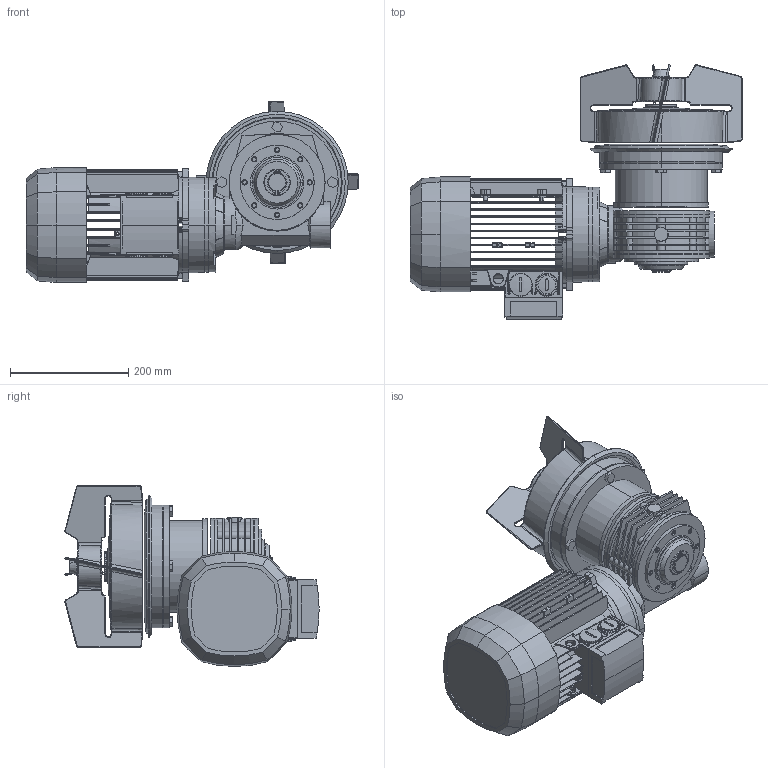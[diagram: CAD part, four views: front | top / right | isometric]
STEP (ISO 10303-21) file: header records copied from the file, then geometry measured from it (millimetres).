
FILE_DESCRIPTION (( 'STEP AP203' ), '1' );
FILE_NAME ('Complete mixer GMP20000 E0, standard (IEC).STEP', '2007-05-28T15:20:47', ( ' ' ), ( ' ' ), 'SwSTEP 2.0', 'SolidWorks 2005235', '' );
FILE_SCHEMA (( 'CONFIG_CONTROL_DESIGN' ));
Length unit declared in the file: millimetre
Products named in the file (1): Complete mixer GMP20000 E0, standard (IEC)
Bounding box: 560.5 x 429.1 x 305.5 mm (x, y, z)
Surface area: 1061561.7 mm2 (no closed solid volume)
Topology: 0 solids, 41 shells, 1331 faces, 4190 edges, 2852 vertices
Faces by surface type: cylinder 477, plane 424, bspline 198, cone 164, torus 68
Entity records: 71713 total; most frequent: CARTESIAN_POINT 37406, ORIENTED_EDGE 7096, DIRECTION 6591, EDGE_CURVE 4180, VERTEX_POINT 2852, AXIS2_PLACEMENT_3D 2492, LINE 1607, VECTOR 1607
